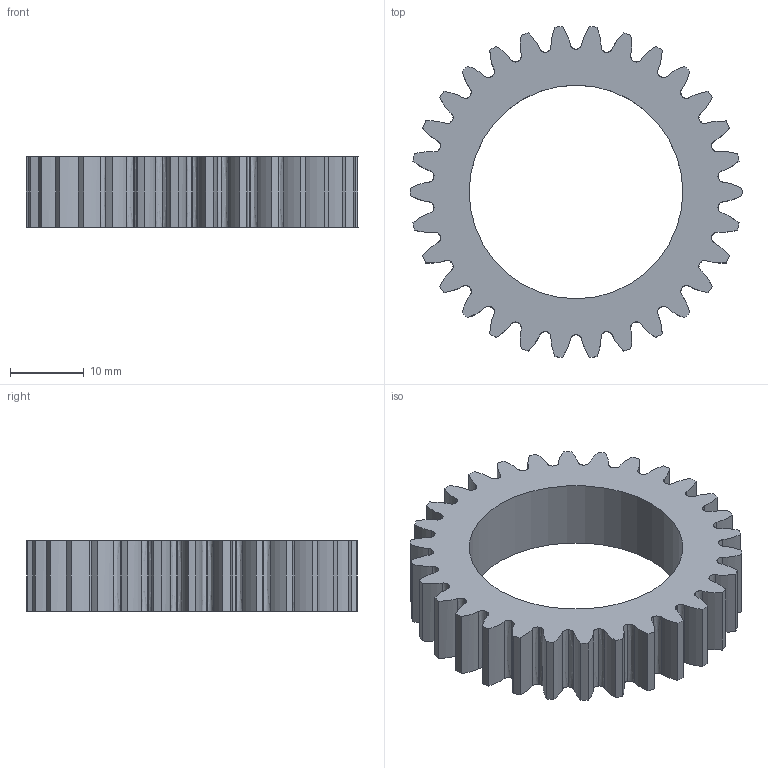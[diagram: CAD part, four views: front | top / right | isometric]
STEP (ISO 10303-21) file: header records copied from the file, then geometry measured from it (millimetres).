
FILE_DESCRIPTION(/* description */ ('','CAx-IF Rec.Pracs.---Representation and Presentation of Product Manufacturing Information (PMI)---4.0---2014-10-13'),/* implementation_level */ '2;1');
FILE_NAME(/* name */ 'Ring Gear.step',/* time_stamp */ '2025-01-28T14:55:05-07:00',/* author */ (''),/* organization */ (''),/* preprocessor_version */ 'ST-DEVELOPER v20',/* originating_system */ 'Autodesk Translation Framework v13.20.0.188',/* authorisation */ '');
FILE_SCHEMA (('AP242_MANAGED_MODEL_BASED_3D_ENGINEERING_MIM_LF { 1 0 10303 442 1 1 4 }'));
Length unit declared in the file: inch
Products named in the file (2): Ring Gear; Spur Gear (30 teeth)
Assembly tree (1 placements, depth 2):
  Ring Gear
    Spur Gear (30 teeth)
Bounding box: 45.15 x 45 x 9.53 mm (x, y, z)
Volume: 6964.2 mm3; surface area: 4784.5 mm2
Topology: 1 solids, 1 shells, 183 faces, 543 edges, 362 vertices
Faces by surface type: bspline 120, cylinder 61, plane 2
Full cylindrical faces by diameter (mm): 29.058 x1
Entity records: 24362 total; most frequent: CARTESIAN_POINT 20535, ORIENTED_EDGE 1086, EDGE_CURVE 543, DIRECTION 437, VERTEX_POINT 362, B_SPLINE_CURVE_WITH_KNOTS 240, AXIS2_PLACEMENT_3D 188, EDGE_LOOP 185
